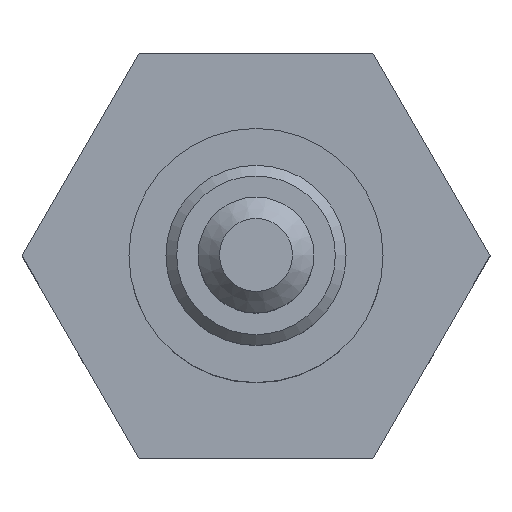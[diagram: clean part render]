
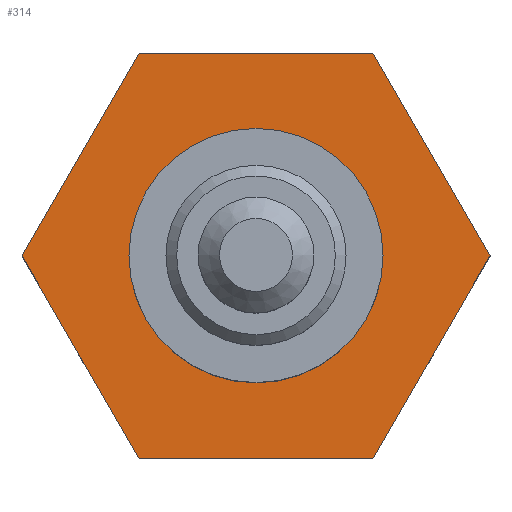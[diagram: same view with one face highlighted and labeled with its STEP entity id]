
A CAD part, top view. The second image highlights one B-rep face of the part: STEP entity #314.
In plain terms, the highlighted planar face has unit normal (0, 0, 1).
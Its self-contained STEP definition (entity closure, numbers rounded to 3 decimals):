
#248=CARTESIAN_POINT('',(5.75,0.0,5.0));
#249=VERTEX_POINT('',#248);
#250=CARTESIAN_POINT('',(0.0,0.0,5.0));
#251=DIRECTION('',(-0.0,-0.0,-1.0));
#252=DIRECTION('',(1.0,0.0,-0.0));
#253=AXIS2_PLACEMENT_3D('',#250,#251,#252);
#254=CIRCLE('',#253,5.75);
#255=EDGE_CURVE('no 225',#249,#249,#254,.T.);
#256=ORIENTED_EDGE('',*,*,#255,.T.);
#257=EDGE_LOOP('',(#256));
#258=FACE_OUTER_BOUND('',#257,.T.);
#259=CARTESIAN_POINT('',(5.456,9.45,5.0));
#260=VERTEX_POINT('',#259);
#261=CARTESIAN_POINT('',(-5.456,9.45,5.0));
#262=VERTEX_POINT('',#261);
#263=CARTESIAN_POINT('',(5.456,9.45,5.0));
#264=DIRECTION('',(-1.0,-0.0,0.0));
#265=VECTOR('',#264,1.0);
#266=LINE('',#263,#265);
#267=EDGE_CURVE('no 4',#260,#262,#266,.T.);
#268=ORIENTED_EDGE('',*,*,#267,.T.);
#269=CARTESIAN_POINT('',(-10.912,-0.0,5.0));
#270=VERTEX_POINT('',#269);
#271=CARTESIAN_POINT('',(-5.456,9.45,5.0));
#272=DIRECTION('',(-0.5,-0.866,0.0));
#273=VECTOR('',#272,1.0);
#274=LINE('',#271,#273);
#275=EDGE_CURVE('no 7',#262,#270,#274,.T.);
#276=ORIENTED_EDGE('',*,*,#275,.T.);
#277=CARTESIAN_POINT('',(-5.456,-9.45,5.0));
#278=VERTEX_POINT('',#277);
#279=CARTESIAN_POINT('',(-10.912,-0.0,5.0));
#280=DIRECTION('',(0.5,-0.866,0.0));
#281=VECTOR('',#280,1.0);
#282=LINE('',#279,#281);
#283=EDGE_CURVE('no 10',#270,#278,#282,.T.);
#284=ORIENTED_EDGE('',*,*,#283,.T.);
#285=CARTESIAN_POINT('',(5.456,-9.45,5.0));
#286=VERTEX_POINT('',#285);
#287=CARTESIAN_POINT('',(-5.456,-9.45,5.0));
#288=DIRECTION('',(1.0,0.0,0.0));
#289=VECTOR('',#288,1.0);
#290=LINE('',#287,#289);
#291=EDGE_CURVE('no 13',#278,#286,#290,.T.);
#292=ORIENTED_EDGE('',*,*,#291,.T.);
#293=CARTESIAN_POINT('',(10.912,0.0,5.0));
#294=VERTEX_POINT('',#293);
#295=CARTESIAN_POINT('',(5.456,-9.45,5.0));
#296=DIRECTION('',(0.5,0.866,0.0));
#297=VECTOR('',#296,1.0);
#298=LINE('',#295,#297);
#299=EDGE_CURVE('no 16',#286,#294,#298,.T.);
#300=ORIENTED_EDGE('',*,*,#299,.T.);
#301=CARTESIAN_POINT('',(10.912,0.0,5.0));
#302=DIRECTION('',(-0.5,0.866,0.0));
#303=VECTOR('',#302,1.0);
#304=LINE('',#301,#303);
#305=EDGE_CURVE('no 19',#294,#260,#304,.T.);
#306=ORIENTED_EDGE('',*,*,#305,.T.);
#307=EDGE_LOOP('',(#268,#276,#284,#292,#300,#306));
#308=FACE_BOUND('',#307,.T.);
#309=CARTESIAN_POINT('',(-5.456,9.45,5.0));
#310=DIRECTION('',(0.0,0.0,1.0));
#311=DIRECTION('',(1.0,0.0,-0.0));
#312=AXIS2_PLACEMENT_3D('',#309,#310,#311);
#313=PLANE('',#312);
#314=ADVANCED_FACE('no 179',(#258,#308),#313,.T.);
